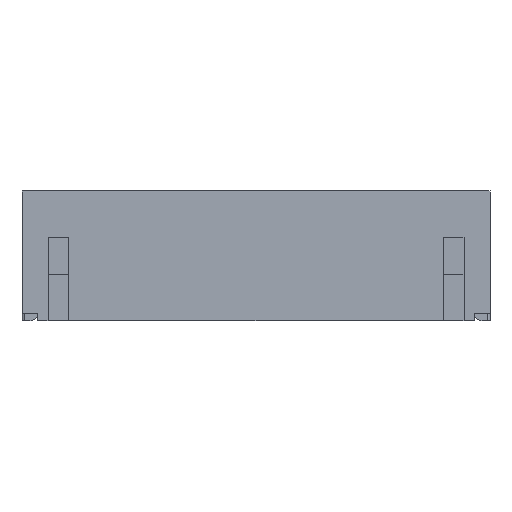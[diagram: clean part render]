
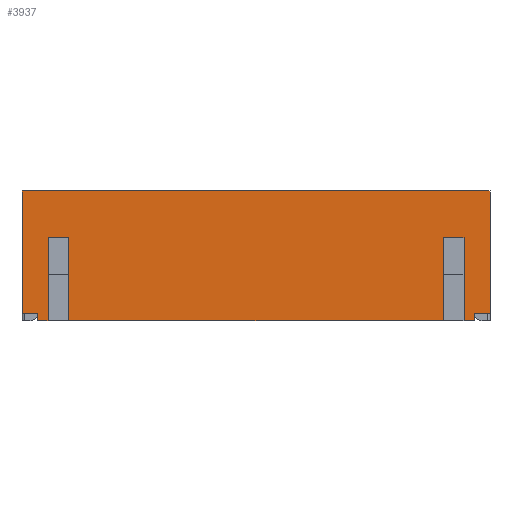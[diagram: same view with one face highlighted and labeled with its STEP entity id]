
A CAD part, left-side view. The second image highlights one B-rep face of the part: STEP entity #3937.
In plain terms, the highlighted planar face has unit normal (-1, 0, 0).
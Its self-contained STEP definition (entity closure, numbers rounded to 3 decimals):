
#51=PLANE('',#4295);
#284=FACE_OUTER_BOUND('',#492,.T.);
#492=EDGE_LOOP('',(#2986,#2987,#2988,#2989,#2990,#2991,#2992,#2993,#2994,
#2995,#2996,#2997,#2998,#2999,#3000,#3001));
#693=LINE('',#5955,#1123);
#697=LINE('',#5963,#1127);
#703=LINE('',#5976,#1133);
#724=LINE('',#6018,#1154);
#737=LINE('',#6043,#1167);
#738=LINE('',#6045,#1168);
#739=LINE('',#6047,#1169);
#740=LINE('',#6049,#1170);
#741=LINE('',#6051,#1171);
#742=LINE('',#6053,#1172);
#743=LINE('',#6055,#1173);
#744=LINE('',#6057,#1174);
#745=LINE('',#6059,#1175);
#746=LINE('',#6061,#1176);
#747=LINE('',#6062,#1177);
#748=LINE('',#6063,#1178);
#1123=VECTOR('',#4890,10.);
#1127=VECTOR('',#4896,10.);
#1133=VECTOR('',#4906,10.);
#1154=VECTOR('',#4939,10.);
#1167=VECTOR('',#4958,10.);
#1168=VECTOR('',#4959,10.);
#1169=VECTOR('',#4960,10.);
#1170=VECTOR('',#4961,10.);
#1171=VECTOR('',#4962,10.);
#1172=VECTOR('',#4963,10.);
#1173=VECTOR('',#4964,10.);
#1174=VECTOR('',#4965,10.);
#1175=VECTOR('',#4966,10.);
#1176=VECTOR('',#4967,10.);
#1177=VECTOR('',#4968,10.);
#1178=VECTOR('',#4969,10.);
#1775=VERTEX_POINT('',#5952);
#1776=VERTEX_POINT('',#5954);
#1779=VERTEX_POINT('',#5962);
#1782=VERTEX_POINT('',#5972);
#1784=VERTEX_POINT('',#5975);
#1799=VERTEX_POINT('',#6016);
#1808=VERTEX_POINT('',#6042);
#1809=VERTEX_POINT('',#6044);
#1810=VERTEX_POINT('',#6046);
#1811=VERTEX_POINT('',#6048);
#1812=VERTEX_POINT('',#6050);
#1813=VERTEX_POINT('',#6052);
#1814=VERTEX_POINT('',#6054);
#1815=VERTEX_POINT('',#6056);
#1816=VERTEX_POINT('',#6058);
#1817=VERTEX_POINT('',#6060);
#2203=EDGE_CURVE('',#1776,#1775,#693,.T.);
#2207=EDGE_CURVE('',#1779,#1776,#697,.T.);
#2213=EDGE_CURVE('',#1784,#1782,#703,.T.);
#2234=EDGE_CURVE('',#1782,#1799,#724,.T.);
#2247=EDGE_CURVE('',#1808,#1779,#737,.T.);
#2248=EDGE_CURVE('',#1775,#1809,#738,.T.);
#2249=EDGE_CURVE('',#1809,#1810,#739,.T.);
#2250=EDGE_CURVE('',#1810,#1811,#740,.T.);
#2251=EDGE_CURVE('',#1811,#1812,#741,.T.);
#2252=EDGE_CURVE('',#1812,#1813,#742,.T.);
#2253=EDGE_CURVE('',#1813,#1814,#743,.T.);
#2254=EDGE_CURVE('',#1814,#1815,#744,.T.);
#2255=EDGE_CURVE('',#1815,#1816,#745,.T.);
#2256=EDGE_CURVE('',#1817,#1816,#746,.T.);
#2257=EDGE_CURVE('',#1784,#1817,#747,.T.);
#2258=EDGE_CURVE('',#1799,#1808,#748,.T.);
#2986=ORIENTED_EDGE('',*,*,#2247,.T.);
#2987=ORIENTED_EDGE('',*,*,#2207,.T.);
#2988=ORIENTED_EDGE('',*,*,#2203,.T.);
#2989=ORIENTED_EDGE('',*,*,#2248,.T.);
#2990=ORIENTED_EDGE('',*,*,#2249,.T.);
#2991=ORIENTED_EDGE('',*,*,#2250,.T.);
#2992=ORIENTED_EDGE('',*,*,#2251,.T.);
#2993=ORIENTED_EDGE('',*,*,#2252,.T.);
#2994=ORIENTED_EDGE('',*,*,#2253,.T.);
#2995=ORIENTED_EDGE('',*,*,#2254,.T.);
#2996=ORIENTED_EDGE('',*,*,#2255,.T.);
#2997=ORIENTED_EDGE('',*,*,#2256,.F.);
#2998=ORIENTED_EDGE('',*,*,#2257,.F.);
#2999=ORIENTED_EDGE('',*,*,#2213,.T.);
#3000=ORIENTED_EDGE('',*,*,#2234,.T.);
#3001=ORIENTED_EDGE('',*,*,#2258,.T.);
#3937=ADVANCED_FACE('',(#284),#51,.T.);
#4295=AXIS2_PLACEMENT_3D('',#6041,#4956,#4957);
#4890=DIRECTION('',(0.,0.,-1.));
#4896=DIRECTION('',(0.,-1.,0.));
#4906=DIRECTION('',(0.,-1.,0.));
#4939=DIRECTION('',(0.,0.,-1.));
#4956=DIRECTION('center_axis',(-1.,0.,0.));
#4957=DIRECTION('ref_axis',(0.,-1.,0.));
#4958=DIRECTION('',(0.,0.,1.));
#4959=DIRECTION('',(0.,-1.,0.));
#4960=DIRECTION('',(0.,0.,1.));
#4961=DIRECTION('',(0.,-1.,0.));
#4962=DIRECTION('',(0.,0.,-1.));
#4963=DIRECTION('',(0.,-1.,0.));
#4964=DIRECTION('',(0.,0.,1.));
#4965=DIRECTION('',(0.,-1.,0.));
#4966=DIRECTION('',(0.,0.,1.));
#4967=DIRECTION('',(0.,-1.,0.));
#4968=DIRECTION('',(0.,0.,1.));
#4969=DIRECTION('',(0.,-1.,0.));
#5952=CARTESIAN_POINT('',(-4.45,13.95,0.));
#5954=CARTESIAN_POINT('',(-4.45,13.95,3.195));
#5955=CARTESIAN_POINT('',(-4.45,13.95,0.));
#5962=CARTESIAN_POINT('',(-4.45,14.75,3.195));
#5963=CARTESIAN_POINT('',(-4.45,14.85,3.195));
#5972=CARTESIAN_POINT('',(-4.45,15.15,0.3));
#5975=CARTESIAN_POINT('',(-4.45,15.75,0.3));
#5976=CARTESIAN_POINT('',(-4.45,15.75,0.3));
#6016=CARTESIAN_POINT('',(-4.45,15.15,0.));
#6018=CARTESIAN_POINT('',(-4.45,15.15,0.325));
#6041=CARTESIAN_POINT('Origin',(-4.45,15.75,0.));
#6042=CARTESIAN_POINT('',(-4.45,14.75,0.));
#6043=CARTESIAN_POINT('',(-4.45,14.75,1.598));
#6044=CARTESIAN_POINT('',(-4.45,-0.45,0.));
#6045=CARTESIAN_POINT('',(-4.45,15.75,0.));
#6046=CARTESIAN_POINT('',(-4.45,-0.45,3.195));
#6047=CARTESIAN_POINT('',(-4.45,-0.45,0.));
#6048=CARTESIAN_POINT('',(-4.45,-1.25,3.195));
#6049=CARTESIAN_POINT('',(-4.45,7.65,3.195));
#6050=CARTESIAN_POINT('',(-4.45,-1.25,0.));
#6051=CARTESIAN_POINT('',(-4.45,-1.25,1.598));
#6052=CARTESIAN_POINT('',(-4.45,-1.65,0.));
#6053=CARTESIAN_POINT('',(-4.45,15.75,0.));
#6054=CARTESIAN_POINT('',(-4.45,-1.65,0.3));
#6055=CARTESIAN_POINT('',(-4.45,-1.65,0.325));
#6056=CARTESIAN_POINT('',(-4.45,-2.25,0.3));
#6057=CARTESIAN_POINT('',(-4.45,6.75,0.3));
#6058=CARTESIAN_POINT('',(-4.45,-2.25,5.));
#6059=CARTESIAN_POINT('',(-4.45,-2.25,0.));
#6060=CARTESIAN_POINT('',(-4.45,15.75,5.));
#6061=CARTESIAN_POINT('',(-4.45,15.75,5.));
#6062=CARTESIAN_POINT('',(-4.45,15.75,0.));
#6063=CARTESIAN_POINT('',(-4.45,15.75,0.));
